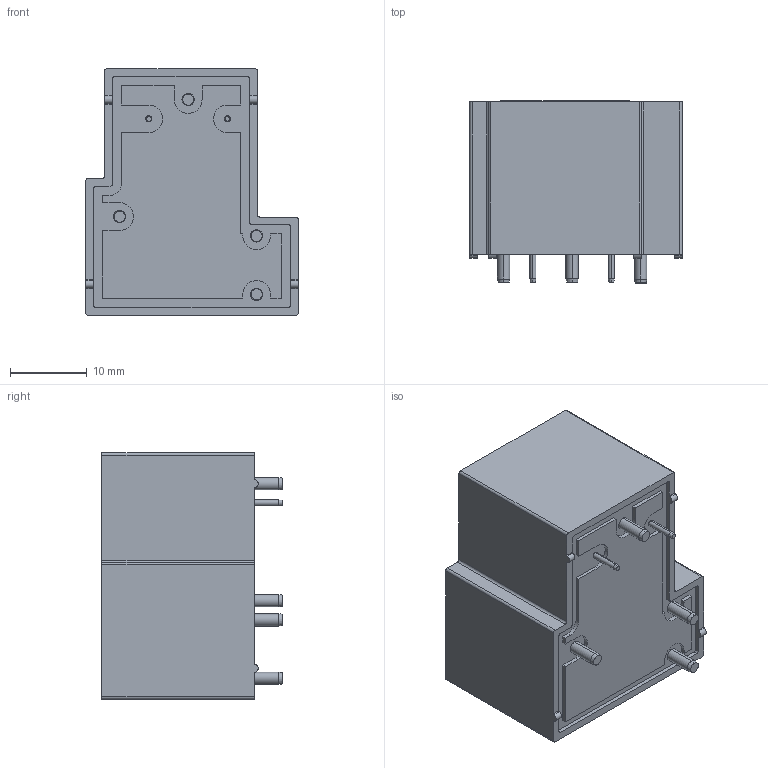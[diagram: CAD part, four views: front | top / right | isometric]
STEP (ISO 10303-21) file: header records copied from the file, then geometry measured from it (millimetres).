
FILE_DESCRIPTION (( 'STEP AP214' ), '1' );
FILE_NAME ('SLA-12VDC-SL-C.STEP', '2021-11-02T13:46:30', ( '' ), ( '' ), 'SwSTEP 2.0', 'SolidWorks 2017', '' );
FILE_SCHEMA (( 'AUTOMOTIVE_DESIGN' ));
Length unit declared in the file: millimetre
Products named in the file (2): SLA-12VDC-SL-C; SLA-12VDC-SL-C_SLA-12VDC-SL-C
Assembly tree (1 placements, depth 2):
  SLA-12VDC-SL-C
    SLA-12VDC-SL-C_SLA-12VDC-SL-C
Bounding box: 27.6 x 23.6 x 32 mm (x, y, z)
Volume: 14721.8 mm3; surface area: 5460.4 mm2
Topology: 8 solids, 8 shells, 173 faces, 435 edges, 282 vertices
Faces by surface type: plane 81, cylinder 76, cone 12, torus 4
Entity records: 5315 total; most frequent: DIRECTION 929, CARTESIAN_POINT 921, ORIENTED_EDGE 870, EDGE_CURVE 435, AXIS2_PLACEMENT_3D 326, VERTEX_POINT 282, LINE 277, VECTOR 277
